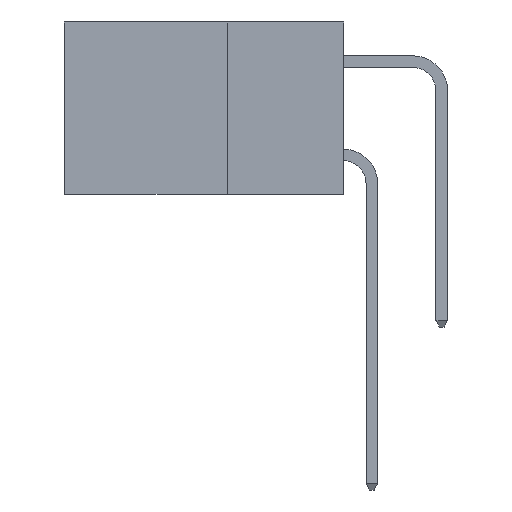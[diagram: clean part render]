
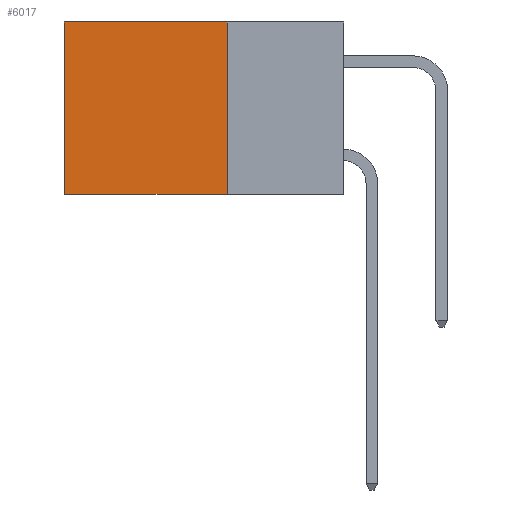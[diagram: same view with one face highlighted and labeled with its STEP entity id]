
A CAD part, left-side view. The second image highlights one B-rep face of the part: STEP entity #6017.
In plain terms, the highlighted planar face has unit normal (-1, 0, 0).
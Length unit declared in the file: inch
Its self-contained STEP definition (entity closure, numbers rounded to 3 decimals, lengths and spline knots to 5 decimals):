
#203 = CARTESIAN_POINT ( 'NONE',  ( 0.2615, 0.25, -0.37 ) ) ;
#567 = EDGE_CURVE ( 'NONE', #8850, #6558, #2183, .T. ) ;
#1110 = VERTEX_POINT ( 'NONE', #11995 ) ;
#1469 = CARTESIAN_POINT ( 'NONE',  ( 0.2615, 0.6, -0.37 ) ) ;
#1628 = ORIENTED_EDGE ( 'NONE', *, *, #2308, .T. ) ;
#2183 = LINE ( 'NONE', #1469, #10526 ) ;
#2194 = DIRECTION ( 'NONE',  ( 0., 0., -1. ) ) ;
#2308 = EDGE_CURVE ( 'NONE', #7464, #8850, #10949, .T. ) ;
#2383 = ORIENTED_EDGE ( 'NONE', *, *, #567, .T. ) ;
#3002 = VECTOR ( 'NONE', #5584, 39.37008 ) ;
#3205 = VECTOR ( 'NONE', #2194, 39.37008 ) ;
#3239 = FACE_OUTER_BOUND ( 'NONE', #8687, .T. ) ;
#4267 = CARTESIAN_POINT ( 'NONE',  ( 0.2615, 0.6, 0. ) ) ;
#4668 = DIRECTION ( 'NONE',  ( 0., 0., -1. ) ) ;
#5584 = DIRECTION ( 'NONE',  ( 0., 1., 0. ) ) ;
#5827 = AXIS2_PLACEMENT_3D ( 'NONE', #6588, #10562, #4668 ) ;
#5832 = CARTESIAN_POINT ( 'NONE',  ( 0.2615, 0.25, 0. ) ) ;
#6017 = ADVANCED_FACE ( 'NONE', ( #3239 ), #9603, .F. ) ;
#6484 = ORIENTED_EDGE ( 'NONE', *, *, #12569, .F. ) ;
#6558 = VERTEX_POINT ( 'NONE', #6674 ) ;
#6588 = CARTESIAN_POINT ( 'NONE',  ( 0.2615, 0.25, -0.37 ) ) ;
#6674 = CARTESIAN_POINT ( 'NONE',  ( 0.2615, 0.6, -0.37 ) ) ;
#7370 = LINE ( 'NONE', #203, #12747 ) ;
#7380 = DIRECTION ( 'NONE',  ( 0., 1., 0. ) ) ;
#7464 = VERTEX_POINT ( 'NONE', #12813 ) ;
#8240 = LINE ( 'NONE', #8267, #3205 ) ;
#8267 = CARTESIAN_POINT ( 'NONE',  ( 0.2615, 0.25, -0.37 ) ) ;
#8687 = EDGE_LOOP ( 'NONE', ( #2383, #12078, #6484, #1628 ) ) ;
#8850 = VERTEX_POINT ( 'NONE', #4267 ) ;
#9603 = PLANE ( 'NONE',  #5827 ) ;
#10526 = VECTOR ( 'NONE', #11676, 39.37008 ) ;
#10562 = DIRECTION ( 'NONE',  ( 1., 0., 0. ) ) ;
#10713 = EDGE_CURVE ( 'NONE', #1110, #6558, #7370, .T. ) ;
#10949 = LINE ( 'NONE', #5832, #3002 ) ;
#11676 = DIRECTION ( 'NONE',  ( 0., 0., -1. ) ) ;
#11995 = CARTESIAN_POINT ( 'NONE',  ( 0.2615, 0.25, -0.37 ) ) ;
#12078 = ORIENTED_EDGE ( 'NONE', *, *, #10713, .F. ) ;
#12569 = EDGE_CURVE ( 'NONE', #7464, #1110, #8240, .T. ) ;
#12747 = VECTOR ( 'NONE', #7380, 39.37008 ) ;
#12813 = CARTESIAN_POINT ( 'NONE',  ( 0.2615, 0.25, 0. ) ) ;
